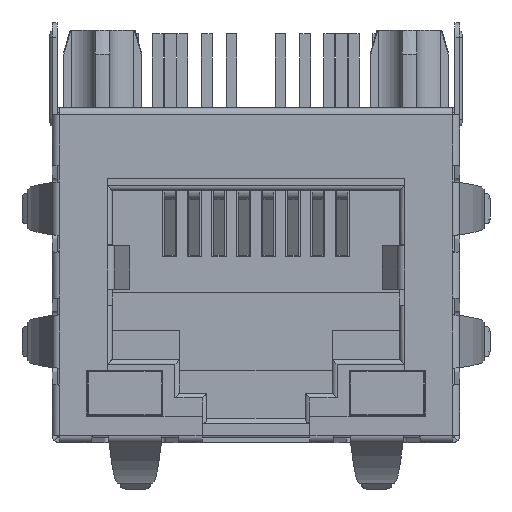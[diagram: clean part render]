
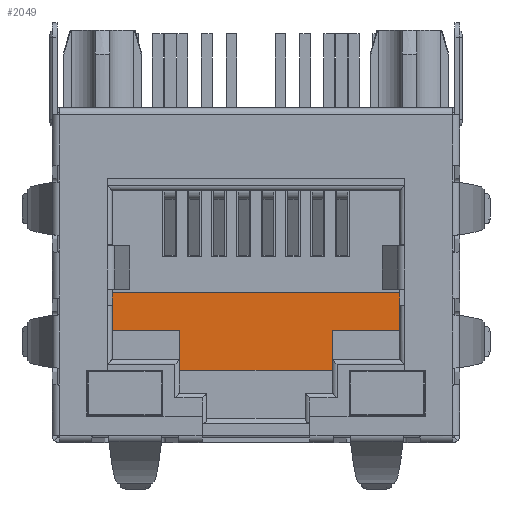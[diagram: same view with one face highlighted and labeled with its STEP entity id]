
A CAD part, front view. The second image highlights one B-rep face of the part: STEP entity #2049.
In plain terms, the highlighted planar face has unit normal (0, -1, 0).
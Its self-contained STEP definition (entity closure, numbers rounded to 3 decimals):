
#2049 = ADVANCED_FACE( '', ( #4345 ), #4346, .F. );
#4345 = FACE_OUTER_BOUND( '', #7313, .T. );
#4346 = PLANE( '', #7314 );
#7313 = EDGE_LOOP( '', ( #13416, #13417, #13418, #13419, #13420, #13421, #13422, #13423, #13424, #13425 ) );
#7314 = AXIS2_PLACEMENT_3D( '', #13426, #13427, #13428 );
#13416 = ORIENTED_EDGE( '', *, *, #16463, .F. );
#13417 = ORIENTED_EDGE( '', *, *, #16420, .F. );
#13418 = ORIENTED_EDGE( '', *, *, #15849, .T. );
#13419 = ORIENTED_EDGE( '', *, *, #17891, .F. );
#13420 = ORIENTED_EDGE( '', *, *, #16770, .T. );
#13421 = ORIENTED_EDGE( '', *, *, #17467, .F. );
#13422 = ORIENTED_EDGE( '', *, *, #16130, .T. );
#13423 = ORIENTED_EDGE( '', *, *, #17645, .F. );
#13424 = ORIENTED_EDGE( '', *, *, #18205, .F. );
#13425 = ORIENTED_EDGE( '', *, *, #18206, .F. );
#13426 = CARTESIAN_POINT( '', ( -5.955, -0.12, 3.5 ) );
#13427 = DIRECTION( '', ( 0., 1., 0. ) );
#13428 = DIRECTION( '', ( 0., 0., 1. ) );
#15849 = EDGE_CURVE( '', #18899, #18903, #18905, .T. );
#16130 = EDGE_CURVE( '', #19200, #19397, #19399, .T. );
#16420 = EDGE_CURVE( '', #18899, #19887, #19888, .T. );
#16463 = EDGE_CURVE( '', #19887, #19955, #19956, .T. );
#16770 = EDGE_CURVE( '', #20440, #20441, #20442, .T. );
#17467 = EDGE_CURVE( '', #19200, #20441, #21480, .T. );
#17645 = EDGE_CURVE( '', #21719, #19397, #21722, .T. );
#17891 = EDGE_CURVE( '', #20440, #18903, #22045, .T. );
#18205 = EDGE_CURVE( '', #21938, #21719, #22425, .T. );
#18206 = EDGE_CURVE( '', #19955, #21938, #22426, .T. );
#18899 = VERTEX_POINT( '', #23327 );
#18903 = VERTEX_POINT( '', #23333 );
#18905 = LINE( '', #23336, #23337 );
#19200 = VERTEX_POINT( '', #23802 );
#19397 = VERTEX_POINT( '', #24126 );
#19399 = LINE( '', #24129, #24130 );
#19887 = VERTEX_POINT( '', #24845 );
#19888 = LINE( '', #24846, #24847 );
#19955 = VERTEX_POINT( '', #24948 );
#19956 = LINE( '', #24949, #24950 );
#20440 = VERTEX_POINT( '', #25732 );
#20441 = VERTEX_POINT( '', #25733 );
#20442 = LINE( '', #25734, #25735 );
#21480 = LINE( '', #27430, #27431 );
#21719 = VERTEX_POINT( '', #27807 );
#21722 = LINE( '', #27811, #27812 );
#21938 = VERTEX_POINT( '', #28137 );
#22045 = LINE( '', #28302, #28303 );
#22425 = LINE( '', #28876, #28877 );
#22426 = LINE( '', #28878, #28879 );
#23327 = CARTESIAN_POINT( '', ( -3.155, -0.12, -3.935 ) );
#23333 = CARTESIAN_POINT( '', ( 3.155, -0.12, -3.935 ) );
#23336 = CARTESIAN_POINT( '', ( -5.955, -0.12, -3.935 ) );
#23337 = VECTOR( '', #29675, 1000. );
#23802 = CARTESIAN_POINT( '', ( 5.955, -0.12, -1.25 ) );
#24126 = CARTESIAN_POINT( '', ( 5.955, -0.12, -0.735 ) );
#24129 = CARTESIAN_POINT( '', ( 5.955, -0.12, 3.5 ) );
#24130 = VECTOR( '', #29965, 1000. );
#24845 = CARTESIAN_POINT( '', ( -3.155, -0.12, -2.285 ) );
#24846 = CARTESIAN_POINT( '', ( -3.155, -0.12, -4.885 ) );
#24847 = VECTOR( '', #30289, 1000. );
#24948 = CARTESIAN_POINT( '', ( -5.955, -0.12, -2.285 ) );
#24949 = CARTESIAN_POINT( '', ( -5.955, -0.12, -2.285 ) );
#24950 = VECTOR( '', #30335, 1000. );
#25732 = CARTESIAN_POINT( '', ( 3.155, -0.12, -2.285 ) );
#25733 = CARTESIAN_POINT( '', ( 5.955, -0.12, -2.285 ) );
#25734 = CARTESIAN_POINT( '', ( -5.955, -0.12, -2.285 ) );
#25735 = VECTOR( '', #30633, 1000. );
#27430 = CARTESIAN_POINT( '', ( 5.955, -0.12, -1.25 ) );
#27431 = VECTOR( '', #31256, 1000. );
#27807 = CARTESIAN_POINT( '', ( -5.955, -0.12, -0.735 ) );
#27811 = CARTESIAN_POINT( '', ( -5.955, -0.12, -0.735 ) );
#27812 = VECTOR( '', #31433, 1000. );
#28137 = CARTESIAN_POINT( '', ( -5.955, -0.12, -1.25 ) );
#28302 = CARTESIAN_POINT( '', ( 3.155, -0.12, -3.5 ) );
#28303 = VECTOR( '', #31654, 1000. );
#28876 = CARTESIAN_POINT( '', ( -5.955, -0.12, 3.5 ) );
#28877 = VECTOR( '', #31918, 1000. );
#28878 = CARTESIAN_POINT( '', ( -5.955, -0.12, -3.5 ) );
#28879 = VECTOR( '', #31919, 1000. );
#29675 = DIRECTION( '', ( 1., 0., 0. ) );
#29965 = DIRECTION( '', ( 0., 0., 1. ) );
#30289 = DIRECTION( '', ( 0., 0., 1. ) );
#30335 = DIRECTION( '', ( -1., 0., 0. ) );
#30633 = DIRECTION( '', ( 1., 0., 0. ) );
#31256 = DIRECTION( '', ( 0., 0., -1. ) );
#31433 = DIRECTION( '', ( 1., 0., 0. ) );
#31654 = DIRECTION( '', ( 0., 0., -1. ) );
#31918 = DIRECTION( '', ( 0., 0., 1. ) );
#31919 = DIRECTION( '', ( 0., 0., 1. ) );
